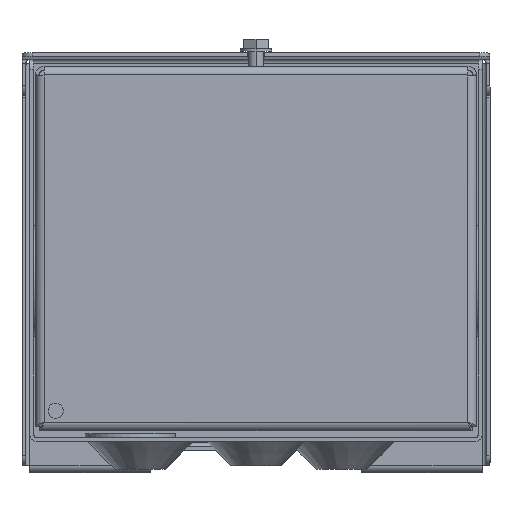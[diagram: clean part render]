
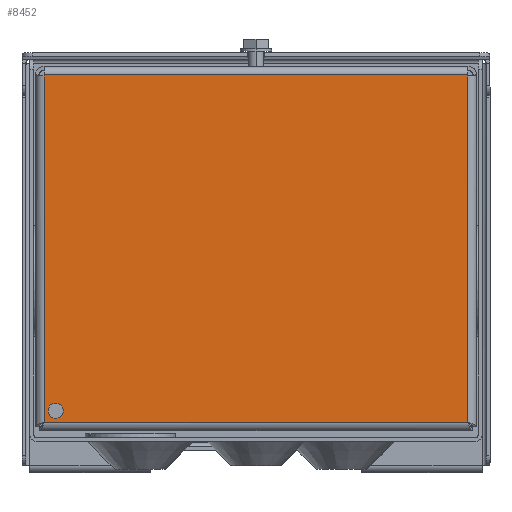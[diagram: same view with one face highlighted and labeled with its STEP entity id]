
A CAD part, front view. The second image highlights one B-rep face of the part: STEP entity #8452.
In plain terms, the highlighted planar face has unit normal (0, -1, 0).
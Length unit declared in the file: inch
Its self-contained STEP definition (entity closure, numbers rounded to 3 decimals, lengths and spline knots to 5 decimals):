
#104 = DIRECTION ( 'NONE',  ( 1., 0., 0. ) ) ;
#215 = CARTESIAN_POINT ( 'NONE',  ( -2.7408, -8.9853, 4.61752 ) ) ;
#318 = ORIENTED_EDGE ( 'NONE', *, *, #1649, .F. ) ;
#550 = VECTOR ( 'NONE', #104, 39.37008 ) ;
#761 = DIRECTION ( 'NONE',  ( 0., 0., 1. ) ) ;
#783 = ORIENTED_EDGE ( 'NONE', *, *, #1317, .F. ) ;
#1005 = CARTESIAN_POINT ( 'NONE',  ( -2.6332, -8.9853, 0.24252 ) ) ;
#1085 = CARTESIAN_POINT ( 'NONE',  ( 2.6332, -8.9853, 0.24252 ) ) ;
#1105 = VERTEX_POINT ( 'NONE', #1005 ) ;
#1119 = VERTEX_POINT ( 'NONE', #3273 ) ;
#1317 = EDGE_CURVE ( 'NONE', #7471, #1518, #7134, .T. ) ;
#1469 = CARTESIAN_POINT ( 'NONE',  ( 2.6332, -8.9853, 4.61752 ) ) ;
#1518 = VERTEX_POINT ( 'NONE', #1085 ) ;
#1573 = LINE ( 'NONE', #3132, #550 ) ;
#1649 = EDGE_CURVE ( 'NONE', #1105, #1903, #3395, .T. ) ;
#1737 = VECTOR ( 'NONE', #4941, 39.37008 ) ;
#1903 = VERTEX_POINT ( 'NONE', #7550 ) ;
#2027 = DIRECTION ( 'NONE',  ( 0., 0., 1. ) ) ;
#2059 = ORIENTED_EDGE ( 'NONE', *, *, #6279, .F. ) ;
#2070 = LINE ( 'NONE', #9149, #1737 ) ;
#2589 = EDGE_LOOP ( 'NONE', ( #2059, #318, #7485, #783 ) ) ;
#2861 = CARTESIAN_POINT ( 'NONE',  ( 2.6332, -8.9853, 4.55772 ) ) ;
#3040 = ORIENTED_EDGE ( 'NONE', *, *, #4719, .F. ) ;
#3132 = CARTESIAN_POINT ( 'NONE',  ( -2.7408, -8.9853, 4.55772 ) ) ;
#3273 = CARTESIAN_POINT ( 'NONE',  ( -2.4908, -8.9853, 0.29117 ) ) ;
#3344 = CARTESIAN_POINT ( 'NONE',  ( -2.4908, -8.9853, 0.38492 ) ) ;
#3395 = LINE ( 'NONE', #3450, #7922 ) ;
#3450 = CARTESIAN_POINT ( 'NONE',  ( -2.6332, -8.9853, 4.61752 ) ) ;
#3694 = CARTESIAN_POINT ( 'NONE',  ( -2.4908, -8.9853, 0.47867 ) ) ;
#4426 = PLANE ( 'NONE',  #8875 ) ;
#4719 = EDGE_CURVE ( 'NONE', #1119, #9227, #4897, .T. ) ;
#4780 = EDGE_CURVE ( 'NONE', #1518, #1105, #2070, .T. ) ;
#4897 = CIRCLE ( 'NONE', #5807, 0.09375 ) ;
#4941 = DIRECTION ( 'NONE',  ( -1., 0., 0. ) ) ;
#5231 = DIRECTION ( 'NONE',  ( 0., 1., 0. ) ) ;
#5254 = EDGE_LOOP ( 'NONE', ( #6047, #3040 ) ) ;
#5503 = VECTOR ( 'NONE', #8645, 39.37008 ) ;
#5807 = AXIS2_PLACEMENT_3D ( 'NONE', #3344, #6359, #8399 ) ;
#6047 = ORIENTED_EDGE ( 'NONE', *, *, #7954, .F. ) ;
#6279 = EDGE_CURVE ( 'NONE', #1903, #7471, #1573, .T. ) ;
#6359 = DIRECTION ( 'NONE',  ( 0., -1., 0. ) ) ;
#6455 = AXIS2_PLACEMENT_3D ( 'NONE', #8702, #8747, #761 ) ;
#7134 = LINE ( 'NONE', #1469, #5503 ) ;
#7228 = FACE_BOUND ( 'NONE', #5254, .T. ) ;
#7471 = VERTEX_POINT ( 'NONE', #2861 ) ;
#7485 = ORIENTED_EDGE ( 'NONE', *, *, #4780, .F. ) ;
#7550 = CARTESIAN_POINT ( 'NONE',  ( -2.6332, -8.9853, 4.55772 ) ) ;
#7922 = VECTOR ( 'NONE', #2027, 39.37008 ) ;
#7933 = FACE_OUTER_BOUND ( 'NONE', #2589, .T. ) ;
#7954 = EDGE_CURVE ( 'NONE', #9227, #1119, #9033, .T. ) ;
#8070 = DIRECTION ( 'NONE',  ( 0., 0., -1. ) ) ;
#8399 = DIRECTION ( 'NONE',  ( 0., 0., 1. ) ) ;
#8452 = ADVANCED_FACE ( 'NONE', ( #7933, #7228 ), #4426, .F. ) ;
#8645 = DIRECTION ( 'NONE',  ( 0., 0., -1. ) ) ;
#8702 = CARTESIAN_POINT ( 'NONE',  ( -2.4908, -8.9853, 0.38492 ) ) ;
#8747 = DIRECTION ( 'NONE',  ( 0., -1., 0. ) ) ;
#8875 = AXIS2_PLACEMENT_3D ( 'NONE', #215, #5231, #8070 ) ;
#9033 = CIRCLE ( 'NONE', #6455, 0.09375 ) ;
#9149 = CARTESIAN_POINT ( 'NONE',  ( -2.7408, -8.9853, 0.24252 ) ) ;
#9227 = VERTEX_POINT ( 'NONE', #3694 ) ;
